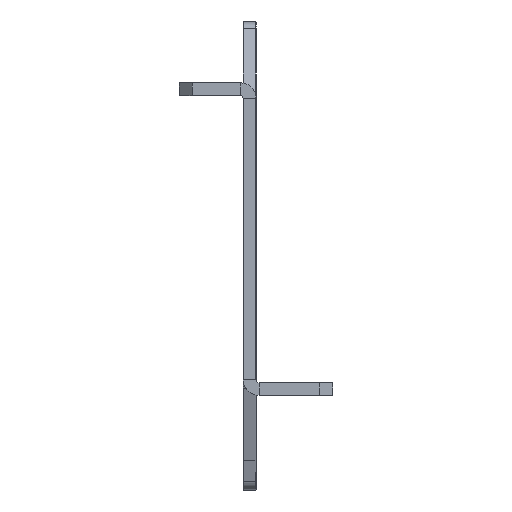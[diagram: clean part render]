
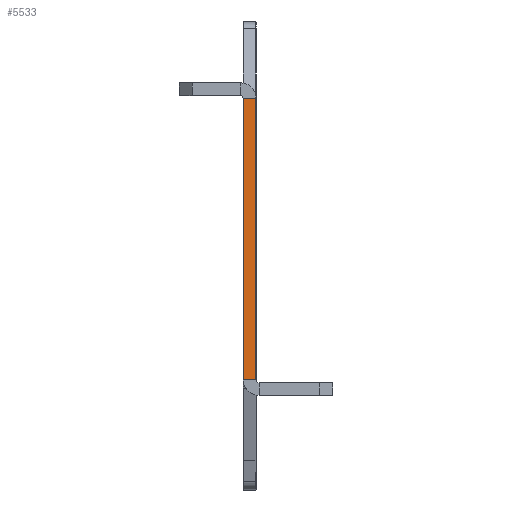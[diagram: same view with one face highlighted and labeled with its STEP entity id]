
A CAD part, left-side view. The second image highlights one B-rep face of the part: STEP entity #5533.
In plain terms, the highlighted planar face has unit normal (-1, 0, 0).
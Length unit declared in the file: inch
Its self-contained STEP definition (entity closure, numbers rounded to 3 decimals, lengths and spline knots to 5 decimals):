
#201 = CARTESIAN_POINT ( 'NONE',  ( 0., 0.125, -2.75 ) ) ;
#209 = CARTESIAN_POINT ( 'NONE',  ( 0., 0., 0. ) ) ;
#210 = CARTESIAN_POINT ( 'NONE',  ( 0., 0.125, 0. ) ) ;
#294 = DIRECTION ( 'NONE',  ( 0., 0., 1. ) ) ;
#303 = ORIENTED_EDGE ( 'NONE', *, *, #2296, .F. ) ;
#404 = VERTEX_POINT ( 'NONE', #6065 ) ;
#513 = AXIS2_PLACEMENT_3D ( 'NONE', #1380, #3570, #294 ) ;
#532 = VECTOR ( 'NONE', #4179, 39.37008 ) ;
#742 = DIRECTION ( 'NONE',  ( 0., 1., 0. ) ) ;
#1276 = LINE ( 'NONE', #6125, #5647 ) ;
#1380 = CARTESIAN_POINT ( 'NONE',  ( 0., 0.125, 0. ) ) ;
#1822 = ORIENTED_EDGE ( 'NONE', *, *, #3452, .F. ) ;
#1914 = LINE ( 'NONE', #4061, #532 ) ;
#2120 = VERTEX_POINT ( 'NONE', #209 ) ;
#2296 = EDGE_CURVE ( 'NONE', #4817, #3401, #4004, .T. ) ;
#2582 = EDGE_LOOP ( 'NONE', ( #303, #6411, #2806, #1822 ) ) ;
#2671 = EDGE_CURVE ( 'NONE', #2120, #404, #4596, .T. ) ;
#2806 = ORIENTED_EDGE ( 'NONE', *, *, #2671, .T. ) ;
#3000 = CARTESIAN_POINT ( 'NONE',  ( 0., 0., -2.75 ) ) ;
#3061 = PLANE ( 'NONE',  #513 ) ;
#3401 = VERTEX_POINT ( 'NONE', #6175 ) ;
#3452 = EDGE_CURVE ( 'NONE', #3401, #404, #1276, .T. ) ;
#3570 = DIRECTION ( 'NONE',  ( 1., 0., 0. ) ) ;
#3759 = DIRECTION ( 'NONE',  ( 0., 1., 0. ) ) ;
#3880 = EDGE_CURVE ( 'NONE', #4817, #2120, #1914, .T. ) ;
#4004 = LINE ( 'NONE', #201, #6473 ) ;
#4061 = CARTESIAN_POINT ( 'NONE',  ( 0., 0., -2.75 ) ) ;
#4088 = VECTOR ( 'NONE', #742, 39.37008 ) ;
#4179 = DIRECTION ( 'NONE',  ( 0., 0., 1. ) ) ;
#4596 = LINE ( 'NONE', #210, #4088 ) ;
#4817 = VERTEX_POINT ( 'NONE', #3000 ) ;
#5533 = ADVANCED_FACE ( 'NONE', ( #5821 ), #3061, .F. ) ;
#5647 = VECTOR ( 'NONE', #6158, 39.37008 ) ;
#5821 = FACE_OUTER_BOUND ( 'NONE', #2582, .T. ) ;
#6065 = CARTESIAN_POINT ( 'NONE',  ( 0., 0.125, 0. ) ) ;
#6125 = CARTESIAN_POINT ( 'NONE',  ( 0., 0.125, 0. ) ) ;
#6158 = DIRECTION ( 'NONE',  ( 0., 0., 1. ) ) ;
#6175 = CARTESIAN_POINT ( 'NONE',  ( 0., 0.125, -2.75 ) ) ;
#6411 = ORIENTED_EDGE ( 'NONE', *, *, #3880, .T. ) ;
#6473 = VECTOR ( 'NONE', #3759, 39.37008 ) ;
